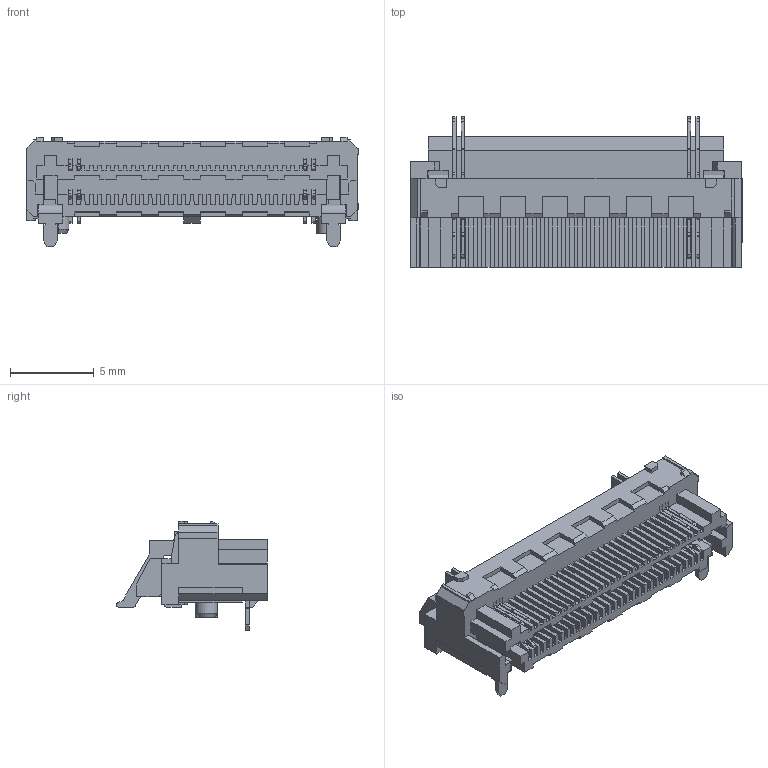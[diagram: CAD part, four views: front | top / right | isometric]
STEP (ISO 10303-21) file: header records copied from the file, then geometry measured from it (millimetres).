
FILE_DESCRIPTION((''),'2;1');
FILE_NAME('SAMTEC_LSHM-130-01-L-DH-A-N.stp','2014-05-26T10:17:32',(''),(''),'Mechanical Desktop 2011','Mechanical Desktop 2011',', , ');
FILE_SCHEMA(('AUTOMOTIVE_DESIGN { 1 2 10303 214 1 1 1 1 }'));
Length unit declared in the file: millimetre
Products named in the file (1): Product
Bounding box: 19.8 x 9 x 6.53 mm (x, y, z)
Volume: 363.7 mm3; surface area: 1065.8 mm2
Topology: 27 solids, 27 shells, 853 faces, 2374 edges, 1567 vertices
Faces by surface type: plane 730, cylinder 87, bspline 34, cone 2
Entity records: 26929 total; most frequent: CARTESIAN_POINT 4925, ORIENTED_EDGE 4748, DIRECTION 4194, EDGE_CURVE 2374, VECTOR 2194, LINE 2194, VERTEX_POINT 1567, AXIS2_PLACEMENT_3D 1000
